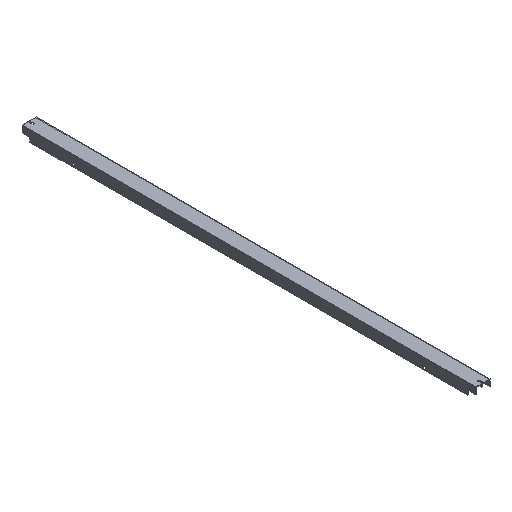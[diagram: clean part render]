
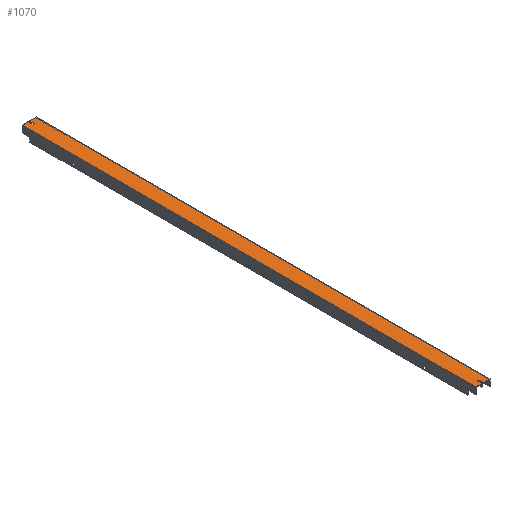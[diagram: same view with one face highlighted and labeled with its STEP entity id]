
A CAD part, isometric view. The second image highlights one B-rep face of the part: STEP entity #1070.
In plain terms, the highlighted planar face has unit normal (0, 0, 1).
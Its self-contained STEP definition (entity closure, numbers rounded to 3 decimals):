
#29 = LINE ( 'NONE', #545, #286 ) ;
#30 = CARTESIAN_POINT ( 'NONE',  ( -2.5, -1000., 0. ) ) ;
#78 = LINE ( 'NONE', #836, #1423 ) ;
#131 = CARTESIAN_POINT ( 'NONE',  ( -2.5, -980., 0. ) ) ;
#133 = LINE ( 'NONE', #269, #414 ) ;
#136 = VERTEX_POINT ( 'NONE', #991 ) ;
#191 = FACE_OUTER_BOUND ( 'NONE', #401, .T. ) ;
#194 = VERTEX_POINT ( 'NONE', #942 ) ;
#197 = EDGE_CURVE ( 'NONE', #600, #395, #1642, .T. ) ;
#206 = DIRECTION ( 'NONE',  ( 0., 1., 0. ) ) ;
#207 = DIRECTION ( 'NONE',  ( 0., -1., 0. ) ) ;
#209 = LINE ( 'NONE', #1184, #260 ) ;
#219 = CARTESIAN_POINT ( 'NONE',  ( 31.5, 1000., 0. ) ) ;
#223 = VECTOR ( 'NONE', #1166, 1000. ) ;
#260 = VECTOR ( 'NONE', #1156, 1000. ) ;
#269 = CARTESIAN_POINT ( 'NONE',  ( 2.5, 1000., 0. ) ) ;
#286 = VECTOR ( 'NONE', #511, 1000. ) ;
#372 = LINE ( 'NONE', #1121, #515 ) ;
#395 = VERTEX_POINT ( 'NONE', #520 ) ;
#401 = EDGE_LOOP ( 'NONE', ( #1352, #1350, #1328, #1327, #1308, #1306, #1548, #1287, #1143, #1286, #1267, #1263 ) ) ;
#414 = VECTOR ( 'NONE', #206, 1000. ) ;
#448 = CARTESIAN_POINT ( 'NONE',  ( 31.5, -1000., 0. ) ) ;
#451 = LINE ( 'NONE', #219, #1128 ) ;
#511 = DIRECTION ( 'NONE',  ( 0., -1., 0. ) ) ;
#515 = VECTOR ( 'NONE', #1122, 1000. ) ;
#520 = CARTESIAN_POINT ( 'NONE',  ( -2.5, 1000., 0. ) ) ;
#545 = CARTESIAN_POINT ( 'NONE',  ( -2.5, -1000., 0. ) ) ;
#551 = VERTEX_POINT ( 'NONE', #131 ) ;
#600 = VERTEX_POINT ( 'NONE', #1613 ) ;
#601 = VECTOR ( 'NONE', #704, 1000. ) ;
#651 = VERTEX_POINT ( 'NONE', #30 ) ;
#664 = DIRECTION ( 'NONE',  ( -1., 0., 0. ) ) ;
#672 = VERTEX_POINT ( 'NONE', #1123 ) ;
#674 = CARTESIAN_POINT ( 'NONE',  ( -31.5, -1000., 0. ) ) ;
#688 = VECTOR ( 'NONE', #865, 1000. ) ;
#692 = CARTESIAN_POINT ( 'NONE',  ( -2.5, -980., 0. ) ) ;
#704 = DIRECTION ( 'NONE',  ( 1., 0., 0. ) ) ;
#717 = CARTESIAN_POINT ( 'NONE',  ( 2.5, -1000., 0. ) ) ;
#718 = EDGE_CURVE ( 'NONE', #1016, #651, #1393, .T. ) ;
#734 = VERTEX_POINT ( 'NONE', #717 ) ;
#774 = CARTESIAN_POINT ( 'NONE',  ( -31.5, -1000., 0. ) ) ;
#802 = VERTEX_POINT ( 'NONE', #448 ) ;
#821 = CARTESIAN_POINT ( 'NONE',  ( -31.5, 1000., 0. ) ) ;
#826 = DIRECTION ( 'NONE',  ( 1., 0., 0. ) ) ;
#836 = CARTESIAN_POINT ( 'NONE',  ( -2.5, 980., 0. ) ) ;
#844 = DIRECTION ( 'NONE',  ( 1., 0., 0. ) ) ;
#865 = DIRECTION ( 'NONE',  ( 1., 0., 0. ) ) ;
#942 = CARTESIAN_POINT ( 'NONE',  ( 2.5, 1000., 0. ) ) ;
#961 = CARTESIAN_POINT ( 'NONE',  ( -31.5, 1000., 0. ) ) ;
#964 = AXIS2_PLACEMENT_3D ( 'NONE', #1586, #1598, #1566 ) ;
#991 = CARTESIAN_POINT ( 'NONE',  ( -2.5, 980., 0. ) ) ;
#1016 = VERTEX_POINT ( 'NONE', #674 ) ;
#1053 = DIRECTION ( 'NONE',  ( 0., -1., 0. ) ) ;
#1057 = CARTESIAN_POINT ( 'NONE',  ( -31.5, 1000., 0. ) ) ;
#1070 = ADVANCED_FACE ( 'NONE', ( #191 ), #1570, .F. ) ;
#1104 = LINE ( 'NONE', #1057, #1362 ) ;
#1117 = LINE ( 'NONE', #821, #688 ) ;
#1121 = CARTESIAN_POINT ( 'NONE',  ( 2.5, -1000., 0. ) ) ;
#1122 = DIRECTION ( 'NONE',  ( 0., 1., 0. ) ) ;
#1123 = CARTESIAN_POINT ( 'NONE',  ( 2.5, 980., 0. ) ) ;
#1126 = CARTESIAN_POINT ( 'NONE',  ( 2.5, -980., 0. ) ) ;
#1128 = VECTOR ( 'NONE', #207, 1000. ) ;
#1132 = VERTEX_POINT ( 'NONE', #1364 ) ;
#1143 = ORIENTED_EDGE ( 'NONE', *, *, #1406, .F. ) ;
#1156 = DIRECTION ( 'NONE',  ( 1., 0., 0. ) ) ;
#1166 = DIRECTION ( 'NONE',  ( 0., -1., 0. ) ) ;
#1170 = CARTESIAN_POINT ( 'NONE',  ( -2.5, 1000., 0. ) ) ;
#1184 = CARTESIAN_POINT ( 'NONE',  ( -31.5, -1000., 0. ) ) ;
#1251 = LINE ( 'NONE', #1170, #223 ) ;
#1263 = ORIENTED_EDGE ( 'NONE', *, *, #1345, .T. ) ;
#1267 = ORIENTED_EDGE ( 'NONE', *, *, #197, .F. ) ;
#1286 = ORIENTED_EDGE ( 'NONE', *, *, #1303, .F. ) ;
#1287 = ORIENTED_EDGE ( 'NONE', *, *, #1644, .F. ) ;
#1303 = EDGE_CURVE ( 'NONE', #395, #136, #1251, .T. ) ;
#1306 = ORIENTED_EDGE ( 'NONE', *, *, #1640, .F. ) ;
#1308 = ORIENTED_EDGE ( 'NONE', *, *, #1320, .T. ) ;
#1320 = EDGE_CURVE ( 'NONE', #734, #802, #209, .T. ) ;
#1326 = VERTEX_POINT ( 'NONE', #1126 ) ;
#1327 = ORIENTED_EDGE ( 'NONE', *, *, #1331, .F. ) ;
#1328 = ORIENTED_EDGE ( 'NONE', *, *, #1458, .F. ) ;
#1331 = EDGE_CURVE ( 'NONE', #734, #1326, #372, .T. ) ;
#1345 = EDGE_CURVE ( 'NONE', #600, #1016, #1104, .T. ) ;
#1350 = ORIENTED_EDGE ( 'NONE', *, *, #1516, .F. ) ;
#1352 = ORIENTED_EDGE ( 'NONE', *, *, #718, .T. ) ;
#1362 = VECTOR ( 'NONE', #1053, 1000. ) ;
#1364 = CARTESIAN_POINT ( 'NONE',  ( 31.5, 1000., 0. ) ) ;
#1393 = LINE ( 'NONE', #774, #601 ) ;
#1406 = EDGE_CURVE ( 'NONE', #136, #672, #78, .T. ) ;
#1417 = EDGE_CURVE ( 'NONE', #194, #1132, #1117, .T. ) ;
#1423 = VECTOR ( 'NONE', #826, 1000. ) ;
#1458 = EDGE_CURVE ( 'NONE', #1326, #551, #1581, .T. ) ;
#1516 = EDGE_CURVE ( 'NONE', #551, #651, #29, .T. ) ;
#1532 = VECTOR ( 'NONE', #664, 1000. ) ;
#1548 = ORIENTED_EDGE ( 'NONE', *, *, #1417, .F. ) ;
#1566 = DIRECTION ( 'NONE',  ( -1., 0., 0. ) ) ;
#1570 = PLANE ( 'NONE',  #964 ) ;
#1581 = LINE ( 'NONE', #692, #1532 ) ;
#1586 = CARTESIAN_POINT ( 'NONE',  ( -31.5, 1000., 0. ) ) ;
#1598 = DIRECTION ( 'NONE',  ( 0., 0., -1. ) ) ;
#1599 = VECTOR ( 'NONE', #844, 1000. ) ;
#1613 = CARTESIAN_POINT ( 'NONE',  ( -31.5, 1000., 0. ) ) ;
#1640 = EDGE_CURVE ( 'NONE', #1132, #802, #451, .T. ) ;
#1642 = LINE ( 'NONE', #961, #1599 ) ;
#1644 = EDGE_CURVE ( 'NONE', #672, #194, #133, .T. ) ;
